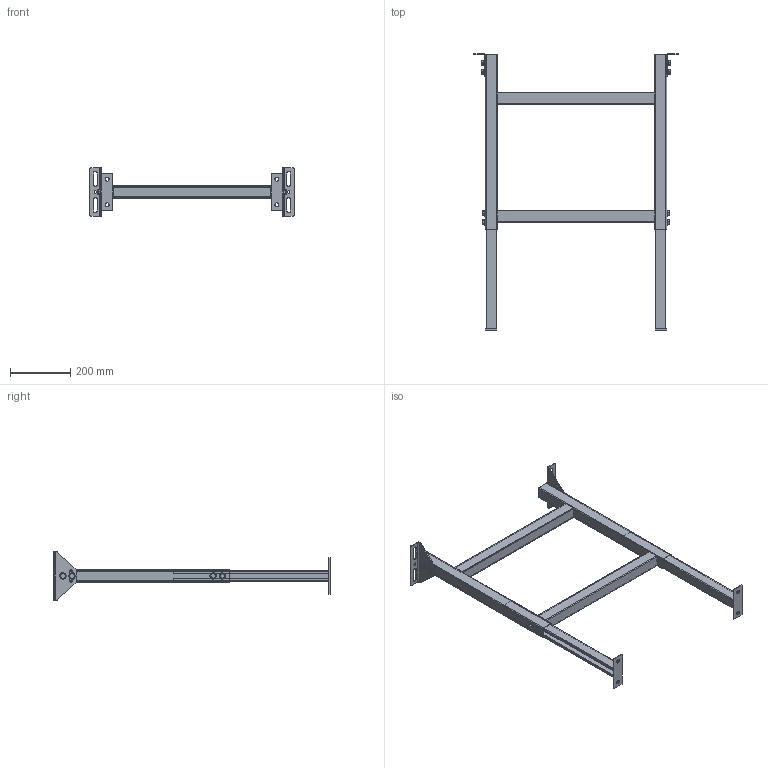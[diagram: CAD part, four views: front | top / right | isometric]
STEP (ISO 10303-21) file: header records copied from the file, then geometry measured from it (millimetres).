
FILE_DESCRIPTION (( 'STEP AP214' ), '1' );
FILE_NAME ('0021890.step', '2024-09-10T07:58:06', ( '' ), ( '' ), 'SwSTEP 2.0', 'SolidWorks 2020', '' );
FILE_SCHEMA (( 'AUTOMOTIVE_DESIGN' ));
Length unit declared in the file: millimetre
Products named in the file (8): S100181_Vierkantrohr-quer-40x40x2_KFG_Bahnbreite600; Vierkantrohr-40x40x2_KFG_40x40x2-L=580; S100183_Fußplatte-SRB; Sperrzahnschraube M10x25 8.8 Verzinkt; S100113_Klemmplatte-2xM10; S100115_Befestigungswinkel; S100182_C-Profil-36x36x2,5_KFG_C-36x36x2,5-L=515; 0021890
Assembly tree (22 placements, depth 2):
  0021890
    Vierkantrohr-40x40x2_KFG_40x40x2-L=580  x2
    S100181_Vierkantrohr-quer-40x40x2_KFG_Bahnbreite600  x2
    S100115_Befestigungswinkel  x2
    S100182_C-Profil-36x36x2,5_KFG_C-36x36x2,5-L=515  x2
    S100183_Fußplatte-SRB  x2
    Sperrzahnschraube M10x25 8.8 Verzinkt  x8
    S100113_Klemmplatte-2xM10  x4
Bounding box: 680 x 915 x 160 mm (x, y, z)
Volume: 1135522.9 mm3; surface area: 998839.5 mm2
Topology: 22 solids, 22 shells, 478 faces, 1158 edges, 732 vertices
Faces by surface type: plane 212, cylinder 146, cone 88, bspline 32
Entity records: 5568 total; most frequent: CARTESIAN_POINT 1008, DIRECTION 852, ORIENTED_EDGE 774, EDGE_CURVE 387, AXIS2_PLACEMENT_3D 315, VERTEX_POINT 251, VECTOR 222, LINE 222
